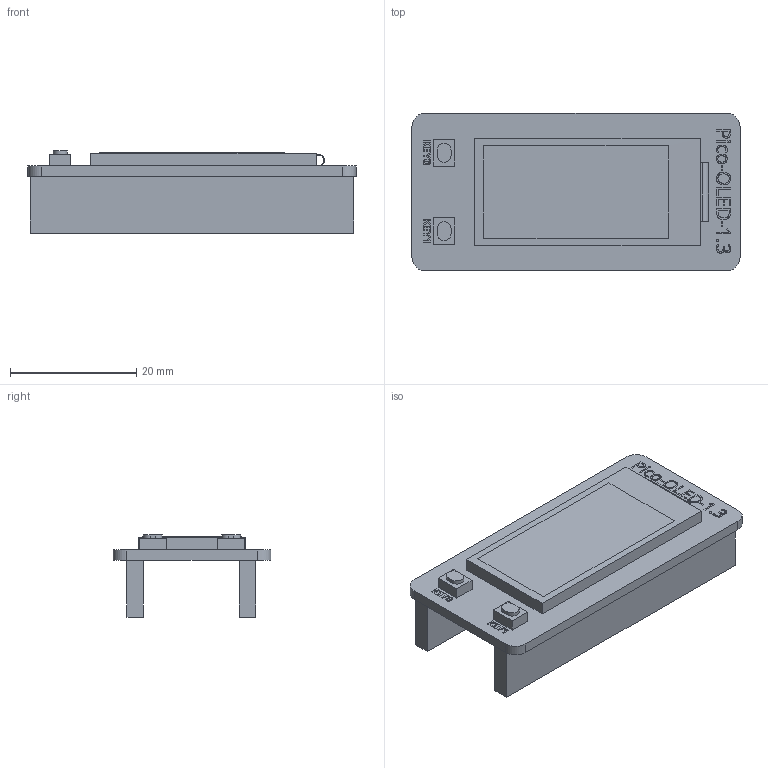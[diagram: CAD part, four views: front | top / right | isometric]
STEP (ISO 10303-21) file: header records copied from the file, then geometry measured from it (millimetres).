
FILE_DESCRIPTION(/* description */ ('STEP AP214'),/* implementation_level */ '2;1');
FILE_NAME(/* name */ '62c34b67c473015fa02084fe',/* time_stamp */ '2022-07-04T20:19:53+00:00',/* author */ (''),/* organization */ (''),/* preprocessor_version */ 'ST-DEVELOPER v18.102',/* originating_system */ ' ',/* authorisation */ ' ');
FILE_SCHEMA (('AUTOMOTIVE_DESIGN {1 0 10303 214 3 1 1}'));
Length unit declared in the file: metre
Products named in the file (1): Part 1
Bounding box: 52 x 25 x 13.05 mm (x, y, z)
Volume: 5638.7 mm3; surface area: 6201.5 mm2
Topology: 1 solids, 1 shells, 698 faces, 1702 edges, 1080 vertices
Faces by surface type: plane 569, bspline 119, cylinder 10
Entity records: 24907 total; most frequent: CARTESIAN_POINT 4790, ORIENTED_EDGE 3404, DIRECTION 2644, EDGE_CURVE 1702, LINE 1444, VECTOR 1444, VERTEX_POINT 1080, EDGE_LOOP 774
